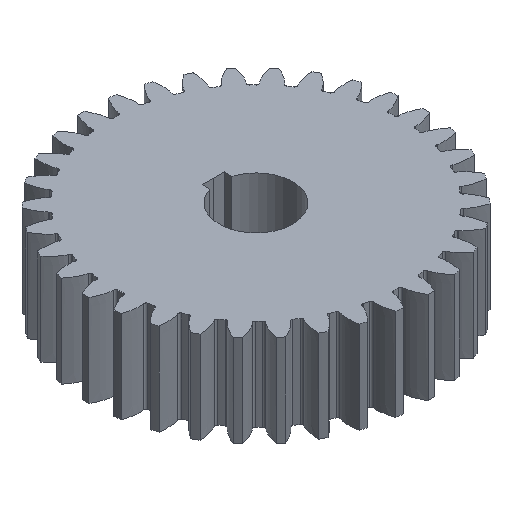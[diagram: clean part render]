
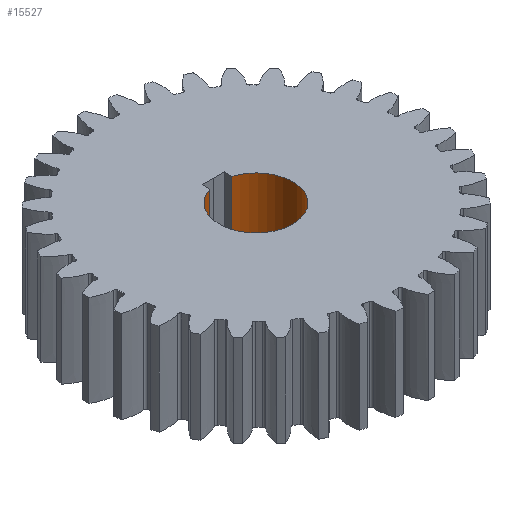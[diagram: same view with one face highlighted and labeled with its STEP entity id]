
A CAD part, isometric view. The second image highlights one B-rep face of the part: STEP entity #15527.
In plain terms, the highlighted cylindrical face has radius 20 mm (diameter 40 mm), a partial arc.
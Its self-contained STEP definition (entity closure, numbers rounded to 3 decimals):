
#15161=CARTESIAN_POINT('Vertex',(6.,19.079,50.)) ;
#15164=CARTESIAN_POINT('Axis2P3D Location',(0.,0.,50.)) ;
#15168=CARTESIAN_POINT('Vertex',(-6.,19.079,50.)) ;
#15469=CARTESIAN_POINT('Vertex',(-6.,19.079,0.)) ;
#15472=CARTESIAN_POINT('Axis2P3D Location',(0.,0.,0.)) ;
#15476=CARTESIAN_POINT('Vertex',(6.,19.079,0.)) ;
#15506=CARTESIAN_POINT('Axis2P3D Location',(0.,0.,25.)) ;
#15511=CARTESIAN_POINT('Line Origine',(-6.,19.079,25.)) ;
#15516=CARTESIAN_POINT('Line Origine',(6.,19.079,25.)) ;
#15165=DIRECTION('Axis2P3D Direction',(0.,0.,1.)) ;
#15473=DIRECTION('Axis2P3D Direction',(0.,0.,1.)) ;
#15507=DIRECTION('Axis2P3D Direction',(0.,0.,1.)) ;
#15508=DIRECTION('Axis2P3D XDirection',(-0.3,0.954,0.)) ;
#15512=DIRECTION('Vector Direction',(0.,0.,1.)) ;
#15517=DIRECTION('Vector Direction',(0.,0.,1.)) ;
#15166=AXIS2_PLACEMENT_3D('Circle Axis2P3D',#15164,#15165,$) ;
#15474=AXIS2_PLACEMENT_3D('Circle Axis2P3D',#15472,#15473,$) ;
#15509=AXIS2_PLACEMENT_3D('Cylinder Axis2P3D',#15506,#15507,#15508) ;
#15522=ORIENTED_EDGE('',*,*,#15515,.F.) ;
#15523=ORIENTED_EDGE('',*,*,#15170,.T.) ;
#15524=ORIENTED_EDGE('',*,*,#15520,.T.) ;
#15525=ORIENTED_EDGE('',*,*,#15478,.F.) ;
#15513=VECTOR('Line Direction',#15512,1.) ;
#15518=VECTOR('Line Direction',#15517,1.) ;
#15527=ADVANCED_FACE('PartBody',(#15526),#15510,.F.) ;
#15167=CIRCLE('generated circle',#15166,20.) ;
#15475=CIRCLE('generated circle',#15474,20.) ;
#15510=CYLINDRICAL_SURFACE('generated cylinder',#15509,20.) ;
#15170=EDGE_CURVE('',#15169,#15162,#15167,.T.) ;
#15478=EDGE_CURVE('',#15470,#15477,#15475,.T.) ;
#15515=EDGE_CURVE('',#15169,#15470,#15514,.F.) ;
#15520=EDGE_CURVE('',#15162,#15477,#15519,.F.) ;
#15521=EDGE_LOOP('',(#15522,#15523,#15524,#15525)) ;
#15526=FACE_OUTER_BOUND('',#15521,.T.) ;
#15514=LINE('Line',#15511,#15513) ;
#15519=LINE('Line',#15516,#15518) ;
#15162=VERTEX_POINT('',#15161) ;
#15169=VERTEX_POINT('',#15168) ;
#15470=VERTEX_POINT('',#15469) ;
#15477=VERTEX_POINT('',#15476) ;
